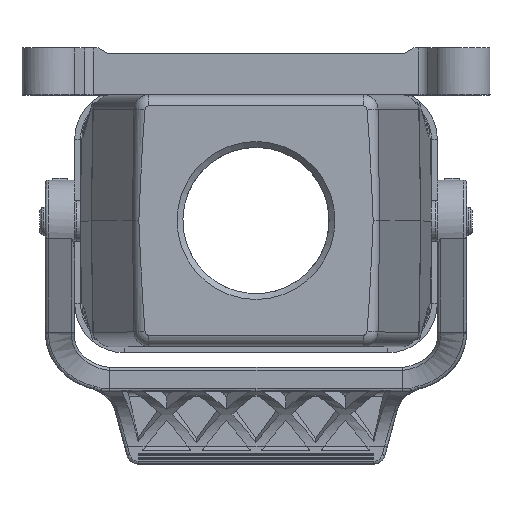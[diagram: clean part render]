
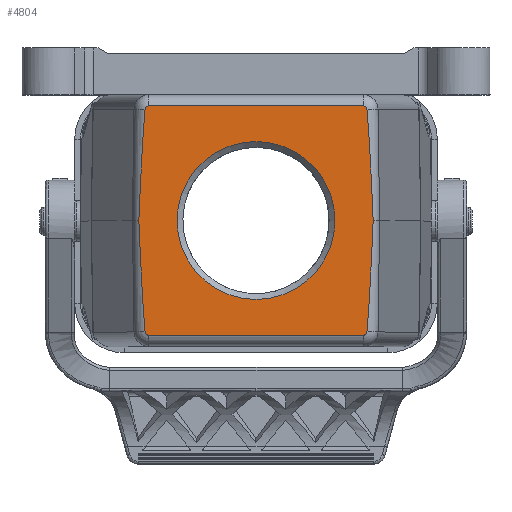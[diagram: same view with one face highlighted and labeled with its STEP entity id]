
A CAD part, top view. The second image highlights one B-rep face of the part: STEP entity #4804.
In plain terms, the highlighted planar face has unit normal (0, 0, 1).
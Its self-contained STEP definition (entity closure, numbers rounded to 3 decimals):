
#3872=FACE_BOUND('',#6986,.T.);
#3873=FACE_BOUND('',#6987,.T.);
#4026=ELLIPSE('',#19659,143.262,2.5);
#4027=ELLIPSE('',#19664,143.262,2.5);
#4028=ELLIPSE('',#19674,143.262,2.5);
#4030=ELLIPSE('',#19679,143.262,2.5);
#4804=ADVANCED_FACE('',(#3872,#3873),#5487,.T.);
#5487=PLANE('',#20264);
#6986=EDGE_LOOP('',(#10107));
#6987=EDGE_LOOP('',(#10108,#10109,#10110,#10111,#10112,#10113,#10114,#10115,
#10116,#10117));
#7609=CIRCLE('',#19654,0.579);
#7614=CIRCLE('',#19666,0.579);
#7618=CIRCLE('',#19671,0.579);
#7622=CIRCLE('',#19682,0.579);
#7837=CIRCLE('',#20263,13.5);
#10107=ORIENTED_EDGE('',*,*,#15007,.T.);
#10108=ORIENTED_EDGE('',*,*,#14129,.F.);
#10109=ORIENTED_EDGE('',*,*,#14135,.F.);
#10110=ORIENTED_EDGE('',*,*,#14141,.F.);
#10111=ORIENTED_EDGE('',*,*,#14147,.F.);
#10112=ORIENTED_EDGE('',*,*,#14152,.F.);
#10113=ORIENTED_EDGE('',*,*,#14149,.F.);
#10114=ORIENTED_EDGE('',*,*,#14143,.F.);
#10115=ORIENTED_EDGE('',*,*,#14137,.F.);
#10116=ORIENTED_EDGE('',*,*,#14131,.F.);
#10117=ORIENTED_EDGE('',*,*,#14125,.F.);
#12730=VERTEX_POINT('',#26978);
#12732=VERTEX_POINT('',#26981);
#12734=VERTEX_POINT('',#26987);
#12736=VERTEX_POINT('',#26993);
#12738=VERTEX_POINT('',#26999);
#12740=VERTEX_POINT('',#27005);
#12742=VERTEX_POINT('',#27011);
#12744=VERTEX_POINT('',#27017);
#12746=VERTEX_POINT('',#27023);
#12748=VERTEX_POINT('',#27029);
#13267=VERTEX_POINT('',#31515);
#14125=EDGE_CURVE('',#12730,#12732,#7609,.T.);
#14129=EDGE_CURVE('',#12734,#12730,#4026,.T.);
#14131=EDGE_CURVE('',#12732,#12736,#16293,.T.);
#14135=EDGE_CURVE('',#12738,#12734,#4027,.T.);
#14137=EDGE_CURVE('',#12736,#12740,#7614,.T.);
#14141=EDGE_CURVE('',#12742,#12738,#7618,.T.);
#14143=EDGE_CURVE('',#12740,#12744,#4028,.T.);
#14147=EDGE_CURVE('',#12746,#12742,#16297,.T.);
#14149=EDGE_CURVE('',#12744,#12748,#4030,.T.);
#14152=EDGE_CURVE('',#12748,#12746,#7622,.T.);
#15007=EDGE_CURVE('',#13267,#13267,#7837,.T.);
#16293=LINE('',#26992,#17409);
#16297=LINE('',#27025,#17413);
#17409=VECTOR('',#21233,1.);
#17413=VECTOR('',#21271,1.);
#19654=AXIS2_PLACEMENT_3D('',#26980,#21218,#21219);
#19659=AXIS2_PLACEMENT_3D('',#26989,#21228,#21229);
#19664=AXIS2_PLACEMENT_3D('',#27001,#21241,#21242);
#19666=AXIS2_PLACEMENT_3D('',#27004,#21246,#21247);
#19671=AXIS2_PLACEMENT_3D('',#27013,#21256,#21257);
#19674=AXIS2_PLACEMENT_3D('',#27016,#21262,#21263);
#19679=AXIS2_PLACEMENT_3D('',#27028,#21275,#21276);
#19682=AXIS2_PLACEMENT_3D('',#27034,#21282,#21283);
#20263=AXIS2_PLACEMENT_3D('',#31514,#22870,#22871);
#20264=AXIS2_PLACEMENT_3D('',#31516,#22872,#22873);
#21218=DIRECTION('',(0.,0.,-1.));
#21219=DIRECTION('',(1.,0.,0.));
#21228=DIRECTION('',(0.,0.,-1.));
#21229=DIRECTION('',(-0.015,-1.,0.));
#21233=DIRECTION('',(1.,0.,0.));
#21241=DIRECTION('',(0.,0.,-1.));
#21242=DIRECTION('',(0.015,-1.,0.));
#21246=DIRECTION('',(0.,0.,-1.));
#21247=DIRECTION('',(1.,0.,0.));
#21256=DIRECTION('',(0.,0.,-1.));
#21257=DIRECTION('',(1.,0.,0.));
#21262=DIRECTION('',(0.,0.,-1.));
#21263=DIRECTION('',(0.015,-1.,0.));
#21271=DIRECTION('',(-1.,0.,0.));
#21275=DIRECTION('',(0.,0.,-1.));
#21276=DIRECTION('',(-0.015,-1.,0.));
#21282=DIRECTION('',(0.,0.,-1.));
#21283=DIRECTION('',(1.,0.,0.));
#22870=DIRECTION('',(0.,0.,-1.));
#22871=DIRECTION('',(1.,0.,0.));
#22872=DIRECTION('',(0.,0.,1.));
#22873=DIRECTION('',(1.,0.,0.));
#26978=CARTESIAN_POINT('',(-18.971,19.051,62.45));
#26980=CARTESIAN_POINT('',(-18.394,19.,62.45));
#26981=CARTESIAN_POINT('',(-18.394,19.579,62.45));
#26987=CARTESIAN_POINT('',(-20.029,0.,62.45));
#26989=CARTESIAN_POINT('',(-20.434,-120.331,62.45));
#26992=CARTESIAN_POINT('',(-23.214,19.579,62.45));
#26993=CARTESIAN_POINT('',(18.394,19.579,62.45));
#26999=CARTESIAN_POINT('',(-18.971,-19.051,62.45));
#27001=CARTESIAN_POINT('',(-20.434,120.331,62.45));
#27004=CARTESIAN_POINT('',(18.394,19.,62.45));
#27005=CARTESIAN_POINT('',(18.971,19.051,62.45));
#27011=CARTESIAN_POINT('',(-18.394,-19.579,62.45));
#27013=CARTESIAN_POINT('',(-18.394,-19.,62.45));
#27016=CARTESIAN_POINT('',(20.434,-120.331,62.45));
#27017=CARTESIAN_POINT('',(20.029,0.,62.45));
#27023=CARTESIAN_POINT('',(18.394,-19.579,62.45));
#27025=CARTESIAN_POINT('',(-20.77,-19.579,62.45));
#27028=CARTESIAN_POINT('',(20.434,120.331,62.45));
#27029=CARTESIAN_POINT('',(18.971,-19.051,62.45));
#27034=CARTESIAN_POINT('',(18.394,-19.,62.45));
#31514=CARTESIAN_POINT('',(0.,0.,62.45));
#31515=CARTESIAN_POINT('',(13.5,0.,62.45));
#31516=CARTESIAN_POINT('',(50.,-30.,62.45));
